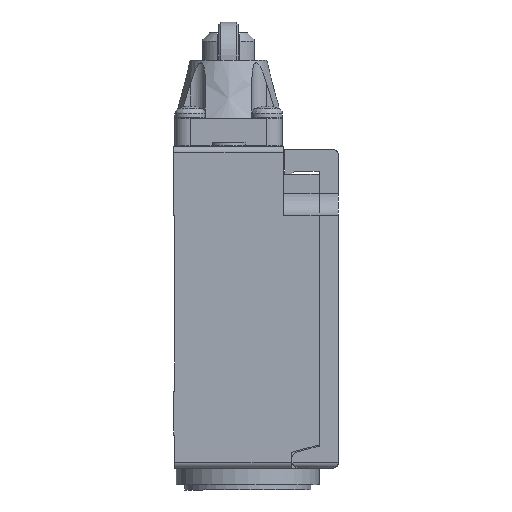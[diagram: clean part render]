
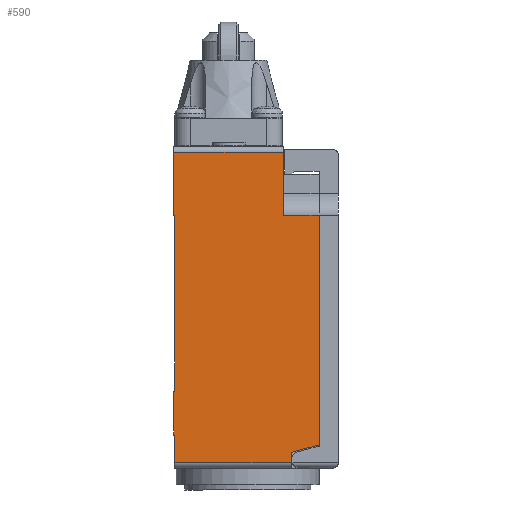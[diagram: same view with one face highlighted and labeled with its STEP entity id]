
A CAD part, left-side view. The second image highlights one B-rep face of the part: STEP entity #590.
In plain terms, the highlighted planar face has unit normal (-1, 0, 0).
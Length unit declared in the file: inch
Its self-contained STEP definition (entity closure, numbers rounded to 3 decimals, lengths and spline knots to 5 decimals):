
#75 = EDGE_CURVE ( 'NONE', #7674, #1259, #10273, .T. ) ;
#109 = EDGE_CURVE ( 'NONE', #1935, #1186, #4228, .T. ) ;
#170 = CARTESIAN_POINT ( 'NONE',  ( -0.59055, 0.5315, 2.42127 ) ) ;
#331 = EDGE_CURVE ( 'NONE', #1259, #1935, #8017, .T. ) ;
#336 = LINE ( 'NONE', #9369, #5462 ) ;
#495 = EDGE_CURVE ( 'NONE', #572, #4055, #7116, .T. ) ;
#572 = VERTEX_POINT ( 'NONE', #10280 ) ;
#590 = ADVANCED_FACE ( 'NONE', ( #2178 ), #5797, .T. ) ;
#686 = DIRECTION ( 'NONE',  ( 0., 0., 1. ) ) ;
#690 = CARTESIAN_POINT ( 'NONE',  ( -0.59055, -0.64961, 2.42127 ) ) ;
#703 = EDGE_CURVE ( 'NONE', #11049, #3307, #7475, .T. ) ;
#752 = DIRECTION ( 'NONE',  ( 0., 1., 0. ) ) ;
#811 = EDGE_CURVE ( 'NONE', #4055, #10095, #2295, .T. ) ;
#832 = ORIENTED_EDGE ( 'NONE', *, *, #703, .T. ) ;
#881 = VECTOR ( 'NONE', #7913, 39.37008 ) ;
#964 = ORIENTED_EDGE ( 'NONE', *, *, #6797, .T. ) ;
#987 = VERTEX_POINT ( 'NONE', #10371 ) ;
#1186 = VERTEX_POINT ( 'NONE', #3473 ) ;
#1259 = VERTEX_POINT ( 'NONE', #9116 ) ;
#1311 = CARTESIAN_POINT ( 'NONE',  ( -0.59055, 0.52362, 2.42127 ) ) ;
#1459 = DIRECTION ( 'NONE',  ( 1., 0., 0. ) ) ;
#1935 = VERTEX_POINT ( 'NONE', #11377 ) ;
#2039 = CARTESIAN_POINT ( 'NONE',  ( -0.59055, -0.25591, 2.42127 ) ) ;
#2072 = CARTESIAN_POINT ( 'NONE',  ( -0.59055, -0.64961, 2.42127 ) ) ;
#2119 = CARTESIAN_POINT ( 'NONE',  ( -0.59055, -0.31102, 0.25197 ) ) ;
#2178 = FACE_OUTER_BOUND ( 'NONE', #10511, .T. ) ;
#2295 = LINE ( 'NONE', #7044, #3599 ) ;
#2536 = DIRECTION ( 'NONE',  ( 0., 0., 1. ) ) ;
#2603 = CARTESIAN_POINT ( 'NONE',  ( -0.59055, 0.52362, 1.96851 ) ) ;
#2634 = ORIENTED_EDGE ( 'NONE', *, *, #9002, .T. ) ;
#2647 = ORIENTED_EDGE ( 'NONE', *, *, #811, .T. ) ;
#2910 = VECTOR ( 'NONE', #7137, 39.37008 ) ;
#3060 = DIRECTION ( 'NONE',  ( 0., 0., -1. ) ) ;
#3064 = EDGE_CURVE ( 'NONE', #987, #8287, #11392, .T. ) ;
#3067 = CARTESIAN_POINT ( 'NONE',  ( -0.59055, 0.52362, 2.42127 ) ) ;
#3186 = ORIENTED_EDGE ( 'NONE', *, *, #109, .T. ) ;
#3249 = CARTESIAN_POINT ( 'NONE',  ( -0.59055, 0.5315, 0.70866 ) ) ;
#3307 = VERTEX_POINT ( 'NONE', #2603 ) ;
#3383 = VECTOR ( 'NONE', #752, 39.37008 ) ;
#3473 = CARTESIAN_POINT ( 'NONE',  ( -0.59055, -0.31102, 0.25197 ) ) ;
#3599 = VECTOR ( 'NONE', #2536, 39.37008 ) ;
#3974 = CARTESIAN_POINT ( 'NONE',  ( -0.59055, -0.25591, 1.96851 ) ) ;
#4055 = VERTEX_POINT ( 'NONE', #3974 ) ;
#4189 = CARTESIAN_POINT ( 'NONE',  ( -0.59055, -0.33465, 0.25197 ) ) ;
#4228 = LINE ( 'NONE', #2119, #9295 ) ;
#4346 = VERTEX_POINT ( 'NONE', #8636 ) ;
#4359 = ORIENTED_EDGE ( 'NONE', *, *, #6975, .T. ) ;
#4404 = CARTESIAN_POINT ( 'NONE',  ( -0.59055, -0.32853, 0.27479 ) ) ;
#4468 = CARTESIAN_POINT ( 'NONE',  ( -0.59055, 0.52362, 0.3937 ) ) ;
#4647 = EDGE_CURVE ( 'NONE', #7097, #7674, #8863, .T. ) ;
#4678 = VECTOR ( 'NONE', #10462, 39.37008 ) ;
#4704 = VECTOR ( 'NONE', #3060, 39.37008 ) ;
#4721 = LINE ( 'NONE', #9248, #4704 ) ;
#4902 = DIRECTION ( 'NONE',  ( 0., 0., 1. ) ) ;
#4978 = CARTESIAN_POINT ( 'NONE',  ( -0.59055, 0.5315, 0.70866 ) ) ;
#5075 = EDGE_CURVE ( 'NONE', #3307, #987, #11461, .T. ) ;
#5462 = VECTOR ( 'NONE', #6439, 39.37008 ) ;
#5797 = PLANE ( 'NONE',  #7780 ) ;
#5918 = DIRECTION ( 'NONE',  ( 0., 0., -1. ) ) ;
#6022 = CARTESIAN_POINT ( 'NONE',  ( -0.59055, 0.5315, 0.3937 ) ) ;
#6068 = VECTOR ( 'NONE', #10754, 39.37008 ) ;
#6216 = LINE ( 'NONE', #690, #3383 ) ;
#6304 = VERTEX_POINT ( 'NONE', #8961 ) ;
#6323 = CIRCLE ( 'NONE', #7848, 0.02362 ) ;
#6439 = DIRECTION ( 'NONE',  ( 0., 0., 1. ) ) ;
#6514 = DIRECTION ( 'NONE',  ( -1., 0., 0. ) ) ;
#6541 = VERTEX_POINT ( 'NONE', #170 ) ;
#6709 = EDGE_CURVE ( 'NONE', #8287, #7097, #6803, .T. ) ;
#6797 = EDGE_CURVE ( 'NONE', #10095, #6541, #6216, .T. ) ;
#6803 = LINE ( 'NONE', #10443, #8499 ) ;
#6924 = DIRECTION ( 'NONE',  ( 0., -1., 0. ) ) ;
#6933 = EDGE_CURVE ( 'NONE', #6304, #572, #336, .T. ) ;
#6948 = ORIENTED_EDGE ( 'NONE', *, *, #3064, .T. ) ;
#6975 = EDGE_CURVE ( 'NONE', #6541, #11049, #4721, .T. ) ;
#7000 = DIRECTION ( 'NONE',  ( 0., -1., 0. ) ) ;
#7044 = CARTESIAN_POINT ( 'NONE',  ( -0.59055, -0.25591, 2.42127 ) ) ;
#7090 = CARTESIAN_POINT ( 'NONE',  ( -0.59055, 0.5315, 1.96851 ) ) ;
#7097 = VERTEX_POINT ( 'NONE', #6022 ) ;
#7116 = LINE ( 'NONE', #8127, #6068 ) ;
#7137 = DIRECTION ( 'NONE',  ( 0., -0.966, 0.259 ) ) ;
#7475 = LINE ( 'NONE', #7762, #10065 ) ;
#7666 = ORIENTED_EDGE ( 'NONE', *, *, #9624, .T. ) ;
#7669 = ORIENTED_EDGE ( 'NONE', *, *, #495, .T. ) ;
#7674 = VERTEX_POINT ( 'NONE', #4468 ) ;
#7762 = CARTESIAN_POINT ( 'NONE',  ( -0.59055, 0.52362, 1.96851 ) ) ;
#7780 = AXIS2_PLACEMENT_3D ( 'NONE', #2072, #6514, #4902 ) ;
#7848 = AXIS2_PLACEMENT_3D ( 'NONE', #4189, #1459, #686 ) ;
#7913 = DIRECTION ( 'NONE',  ( 0., -1., 0. ) ) ;
#8017 = LINE ( 'NONE', #9621, #11748 ) ;
#8127 = CARTESIAN_POINT ( 'NONE',  ( -0.59055, -0.64961, 1.96851 ) ) ;
#8287 = VERTEX_POINT ( 'NONE', #4978 ) ;
#8327 = VECTOR ( 'NONE', #8653, 39.37008 ) ;
#8499 = VECTOR ( 'NONE', #5918, 39.37008 ) ;
#8636 = CARTESIAN_POINT ( 'NONE',  ( -0.59055, -0.32853, 0.27479 ) ) ;
#8653 = DIRECTION ( 'NONE',  ( 0., 1., 0. ) ) ;
#8863 = LINE ( 'NONE', #9643, #881 ) ;
#8961 = CARTESIAN_POINT ( 'NONE',  ( -0.59055, -0.51181, 0.3239 ) ) ;
#9002 = EDGE_CURVE ( 'NONE', #4346, #6304, #10720, .T. ) ;
#9116 = CARTESIAN_POINT ( 'NONE',  ( -0.59055, 0.52362, 0.19685 ) ) ;
#9193 = ORIENTED_EDGE ( 'NONE', *, *, #331, .T. ) ;
#9248 = CARTESIAN_POINT ( 'NONE',  ( -0.59055, 0.5315, 2.42127 ) ) ;
#9295 = VECTOR ( 'NONE', #10543, 39.37008 ) ;
#9369 = CARTESIAN_POINT ( 'NONE',  ( -0.59055, -0.51181, 2.42127 ) ) ;
#9553 = ORIENTED_EDGE ( 'NONE', *, *, #6709, .T. ) ;
#9621 = CARTESIAN_POINT ( 'NONE',  ( -0.59055, -0.64961, 0.19685 ) ) ;
#9624 = EDGE_CURVE ( 'NONE', #1186, #4346, #6323, .T. ) ;
#9643 = CARTESIAN_POINT ( 'NONE',  ( -0.59055, 0.52362, 0.3937 ) ) ;
#9985 = ORIENTED_EDGE ( 'NONE', *, *, #5075, .T. ) ;
#10065 = VECTOR ( 'NONE', #6924, 39.37008 ) ;
#10095 = VERTEX_POINT ( 'NONE', #2039 ) ;
#10273 = LINE ( 'NONE', #3067, #11375 ) ;
#10280 = CARTESIAN_POINT ( 'NONE',  ( -0.59055, -0.51181, 1.96851 ) ) ;
#10324 = DIRECTION ( 'NONE',  ( 0., 0., -1. ) ) ;
#10371 = CARTESIAN_POINT ( 'NONE',  ( -0.59055, 0.52362, 0.70866 ) ) ;
#10443 = CARTESIAN_POINT ( 'NONE',  ( -0.59055, 0.5315, 2.42127 ) ) ;
#10462 = DIRECTION ( 'NONE',  ( 0., 0., -1. ) ) ;
#10495 = ORIENTED_EDGE ( 'NONE', *, *, #4647, .T. ) ;
#10511 = EDGE_LOOP ( 'NONE', ( #3186, #7666, #2634, #11280, #7669, #2647, #964, #4359, #832, #9985, #6948, #9553, #10495, #11533, #9193 ) ) ;
#10543 = DIRECTION ( 'NONE',  ( 0., 0., 1. ) ) ;
#10720 = LINE ( 'NONE', #4404, #2910 ) ;
#10754 = DIRECTION ( 'NONE',  ( 0., 1., 0. ) ) ;
#11049 = VERTEX_POINT ( 'NONE', #7090 ) ;
#11280 = ORIENTED_EDGE ( 'NONE', *, *, #6933, .T. ) ;
#11375 = VECTOR ( 'NONE', #10324, 39.37008 ) ;
#11377 = CARTESIAN_POINT ( 'NONE',  ( -0.59055, -0.31102, 0.19685 ) ) ;
#11392 = LINE ( 'NONE', #3249, #8327 ) ;
#11461 = LINE ( 'NONE', #1311, #4678 ) ;
#11533 = ORIENTED_EDGE ( 'NONE', *, *, #75, .T. ) ;
#11748 = VECTOR ( 'NONE', #7000, 39.37008 ) ;
